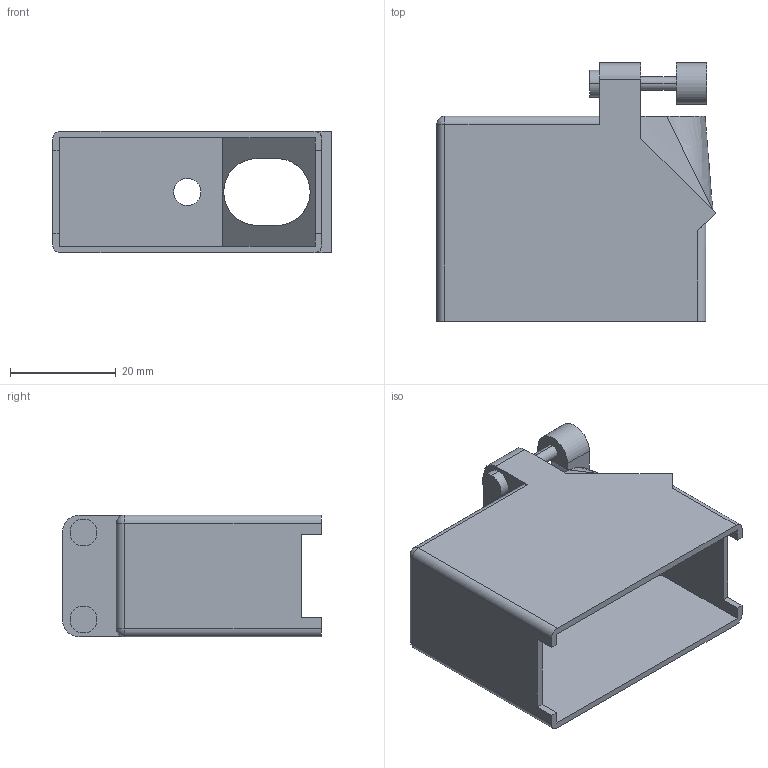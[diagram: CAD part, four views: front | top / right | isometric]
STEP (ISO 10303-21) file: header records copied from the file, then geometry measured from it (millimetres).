
FILE_DESCRIPTION (( 'STEP AP214' ), '1' );
FILE_NAME ('516-230-138.STEP', '2020-08-17T15:59:27', ( '' ), ( '' ), 'SwSTEP 2.0', 'SolidWorks 2020', '' );
FILE_SCHEMA (( 'AUTOMOTIVE_DESIGN' ));
Length unit declared in the file: millimetre
Products named in the file (2): 516-230-138; 516-230-001_Plastic - 038 Top Entry
Assembly tree (1 placements, depth 2):
  516-230-138
    516-230-001_Plastic - 038 Top Entry
Bounding box: 52.85 x 49.02 x 23.11 mm (x, y, z)
Volume: 10646.3 mm3; surface area: 14042.1 mm2
Topology: 1 solids, 1 shells, 71 faces, 188 edges, 122 vertices
Faces by surface type: plane 37, cylinder 29, bspline 3, sphere 2
Entity records: 2449 total; most frequent: CARTESIAN_POINT 476, DIRECTION 383, ORIENTED_EDGE 372, EDGE_CURVE 186, AXIS2_PLACEMENT_3D 129, VECTOR 125, LINE 125, VERTEX_POINT 122
